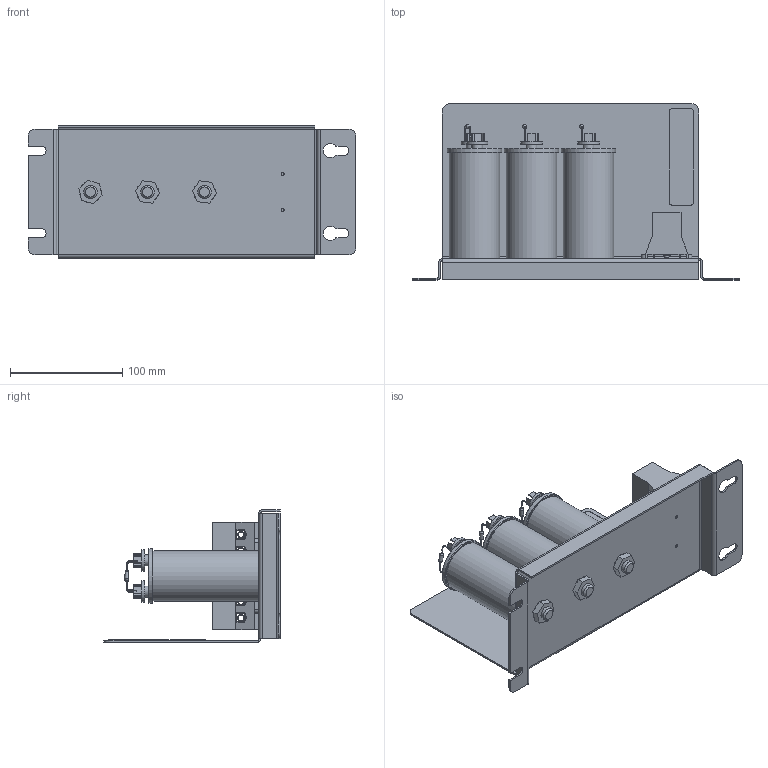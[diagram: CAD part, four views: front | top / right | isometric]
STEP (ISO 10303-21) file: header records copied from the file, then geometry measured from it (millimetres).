
FILE_DESCRIPTION(/* description */ (''),/* implementation_level */ '2;1');
FILE_NAME(/* name */ 'KPCUL02.7C62.stp',/* time_stamp */ '2022-05-26T10:50:49-05:00',/* author */ ('DWROBLEW'),/* organization */ (''),/* preprocessor_version */ 'ST-DEVELOPER v17.2',/* originating_system */ 'Autodesk Inventor 2019',/* authorisation */ '');
FILE_SCHEMA (('AUTOMOTIVE_DESIGN { 1 0 10303 214 3 1 1 }'));
Length unit declared in the file: inch
Products named in the file (11): KPCUL02.7C62; KPC PANEL-Revised; 19324; 23837; 26671; 29373; 29373_1; 29373 nut; 4498; 29373 resistor; 29373 resistor wire
Assembly tree (14 placements, depth 3):
  KPCUL02.7C62
    KPC PANEL-Revised
    19324
    23837
    26671  x2
    29373  x3
      29373_1
      29373 nut
      4498
      29373 resistor
      29373 resistor wire
Bounding box: 292.2 x 157.14 x 118.21 mm (x, y, z)
Volume: 666654.4 mm3; surface area: 263215 mm2
Topology: 39 solids, 39 shells, 1063 faces, 2607 edges, 1699 vertices
Faces by surface type: plane 696, cylinder 313, torus 31, bspline 18, cone 5
Full cylindrical faces by diameter (mm): 0.29 x3, 0.88 x12, 2.642 x2, 2.794 x3, 3.429 x3, 3.505 x2, 3.962 x5, 4.898 x5, 5.08 x12, 5.083 x1, 6.124 x5, 6.35 x3, 6.375 x12, 6.379 x1, 6.858 x2, 7.341 x5, 9.652 x9, 11.608 x3, 11.989 x3, 12.7 x3, 15.771 x3, 15.827 x3, 19.05 x6, 44.958 x6, 48.412 x3
Entity records: 23444 total; most frequent: DIRECTION 4020, CARTESIAN_POINT 4012, ORIENTED_EDGE 3796, EDGE_CURVE 1898, AXIS2_PLACEMENT_3D 1350, LINE 1320, VECTOR 1320, VERTEX_POINT 1234
